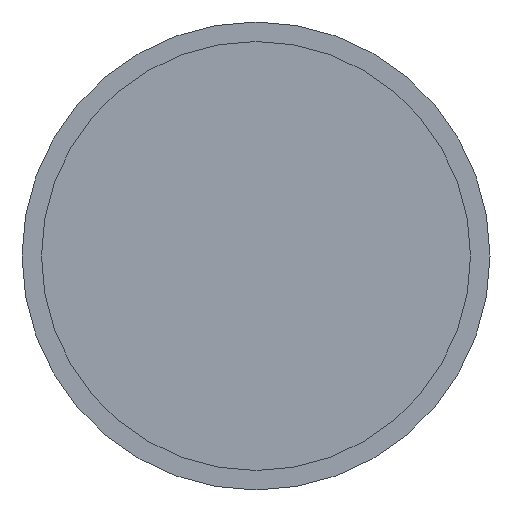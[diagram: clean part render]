
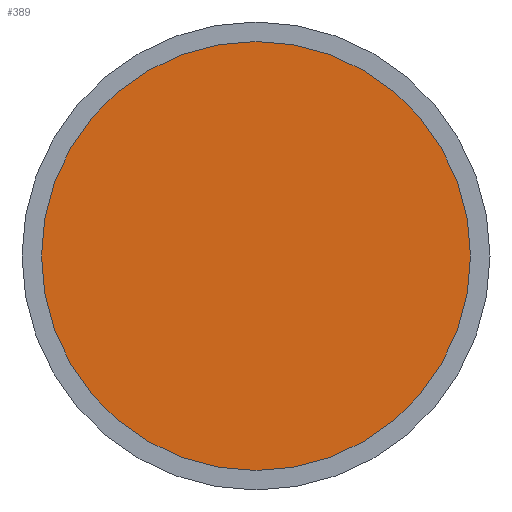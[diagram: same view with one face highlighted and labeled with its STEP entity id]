
A CAD part, front view. The second image highlights one B-rep face of the part: STEP entity #389.
In plain terms, the highlighted planar face has unit normal (0, -1, 0).
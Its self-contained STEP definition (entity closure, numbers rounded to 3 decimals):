
#74=FACE_OUTER_BOUND('',#100,.T.);
#100=EDGE_LOOP('',(#247));
#133=CIRCLE('',#436,8.25);
#160=VERTEX_POINT('',#611);
#195=EDGE_CURVE('',#160,#160,#133,.T.);
#247=ORIENTED_EDGE('',*,*,#195,.T.);
#351=PLANE('',#435);
#389=ADVANCED_FACE('',(#74),#351,.T.);
#435=AXIS2_PLACEMENT_3D('',#610,#490,#491);
#436=AXIS2_PLACEMENT_3D('',#612,#492,#493);
#490=DIRECTION('center_axis',(0.,-1.,0.));
#491=DIRECTION('ref_axis',(0.,0.,-1.));
#492=DIRECTION('center_axis',(0.,-1.,0.));
#493=DIRECTION('ref_axis',(1.,0.,0.));
#610=CARTESIAN_POINT('Origin',(4.125,0.,0.));
#611=CARTESIAN_POINT('',(-8.25,0.,0.));
#612=CARTESIAN_POINT('Origin',(0.,0.,
0.));
